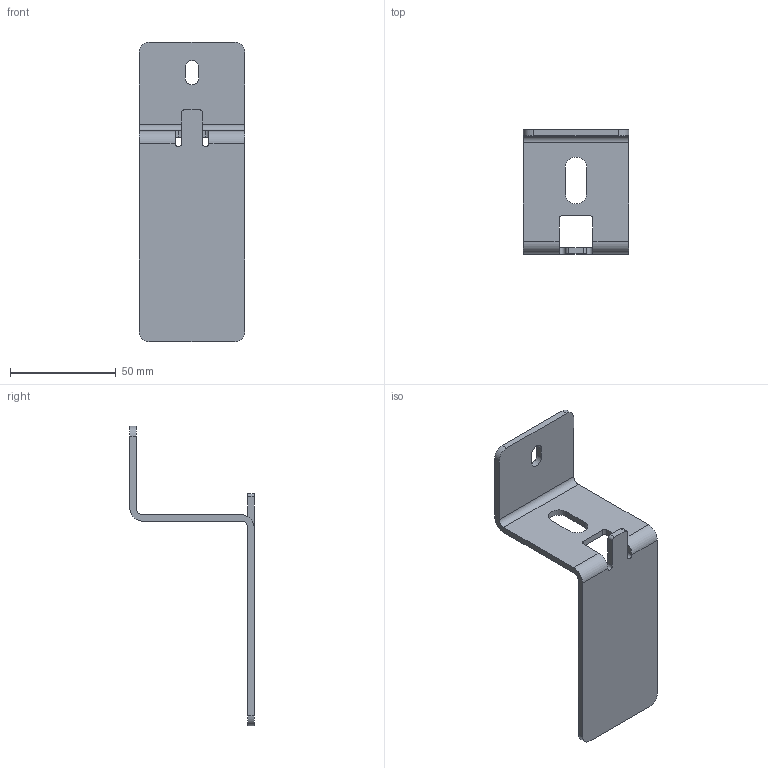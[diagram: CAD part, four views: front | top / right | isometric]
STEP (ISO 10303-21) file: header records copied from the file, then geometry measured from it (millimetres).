
FILE_DESCRIPTION(/* description */ (''),/* implementation_level */ '2;1');
FILE_NAME(/* name */ '20602.stp',/* time_stamp */ '2019-08-07T14:44:16+02:00',/* author */ ('DIDIERR'),/* organization */ (''),/* preprocessor_version */ 'ST-DEVELOPER v17.2',/* originating_system */ 'Autodesk Inventor 2019',/* authorisation */ '');
FILE_SCHEMA (('AUTOMOTIVE_DESIGN { 1 0 10303 214 3 1 1 }'));
Length unit declared in the file: millimetre
Products named in the file (1): 10185XA2
Bounding box: 50 x 58.85 x 142 mm (x, y, z)
Volume: 27758.2 mm3; surface area: 20513.2 mm2
Topology: 1 solids, 1 shells, 40 faces, 116 edges, 76 vertices
Faces by surface type: cylinder 20, plane 20
Entity records: 1381 total; most frequent: DIRECTION 238, CARTESIAN_POINT 233, ORIENTED_EDGE 232, EDGE_CURVE 116, AXIS2_PLACEMENT_3D 81, LINE 76, VECTOR 76, VERTEX_POINT 76
